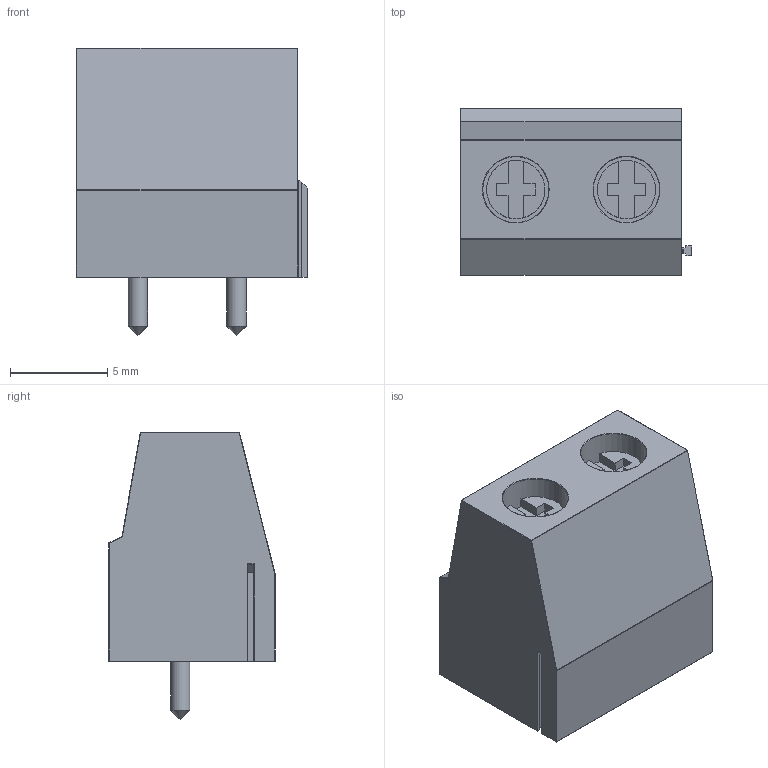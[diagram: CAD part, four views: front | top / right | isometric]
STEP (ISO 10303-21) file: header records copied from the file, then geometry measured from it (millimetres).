
FILE_DESCRIPTION(('FreeCAD Model'),'2;1');
FILE_NAME('Open CASCADE Shape Model','2024-03-07T11:47:21',(''),(''), 'Open CASCADE STEP processor 7.6','FreeCAD','Unknown');
FILE_SCHEMA(('AUTOMOTIVE_DESIGN { 1 0 10303 214 1 1 1 1 }'));
Length unit declared in the file: millimetre
Products named in the file (1): velleman_145849
Bounding box: 11.9 x 8.56 x 14.8 mm (x, y, z)
Volume: 766.1 mm3; surface area: 1050.3 mm2
Topology: 1 solids, 1 shells, 124 faces, 300 edges, 184 vertices
Faces by surface type: plane 112, cylinder 6, cone 4, bspline 2
Full cylindrical faces by diameter (mm): 1 x2, 3 x2, 3.4 x2
Entity records: 8342 total; most frequent: CARTESIAN_POINT 2069, DIRECTION 1056, LINE 744, VECTOR 744, ORIENTED_EDGE 596, PCURVE 596, DEFINITIONAL_REPRESENTATION 596, EDGE_CURVE 298
